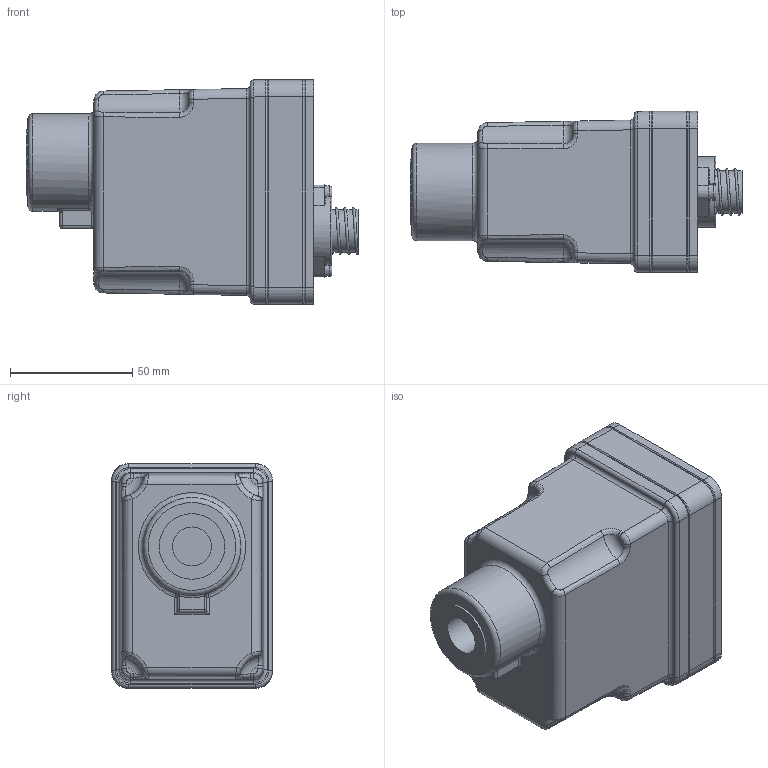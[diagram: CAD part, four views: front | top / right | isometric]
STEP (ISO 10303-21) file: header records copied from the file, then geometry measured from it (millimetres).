
FILE_DESCRIPTION(('STEP AP214'),'1');
FILE_NAME('IFC50... mit Stecker.stp','2021-04-06T07:47:19',(' '),(' '),'Spatial InterOp 3D',' ',' ');
FILE_SCHEMA(('AUTOMOTIVE_DESIGN { 1 0 10303 214 1 1 1 1 }'));
Length unit declared in the file: millimetre
Products named in the file (5): 1616410443; 1615455413; 1615456404; 1615281506; 1615286318
Bounding box: 136 x 66 x 92 mm (x, y, z)
Volume: 499147.7 mm3; surface area: 72575.5 mm2
Topology: 5 solids, 5 shells, 306 faces, 691 edges, 398 vertices
Faces by surface type: cylinder 113, plane 83, bspline 62, torus 39, sphere 6, cone 3
Full cylindrical faces by diameter (mm): 1.5 x7, 2.5 x2, 3.2 x2, 3.3 x2, 5 x1, 6 x2, 16 x1, 21.6 x1, 22 x1, 23 x1, 24 x1, 26.9 x2, 40 x1
Entity records: 17990 total; most frequent: CARTESIAN_POINT 8983, DIRECTION 1436, ORIENTED_EDGE 1266, EDGE_CURVE 633, AXIS2_PLACEMENT_3D 610, VERTEX_POINT 392, EDGE_LOOP 368, FACE_OUTER_BOUND 340
